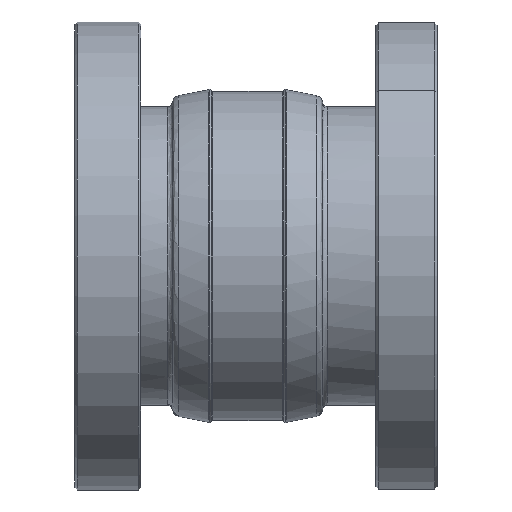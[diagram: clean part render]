
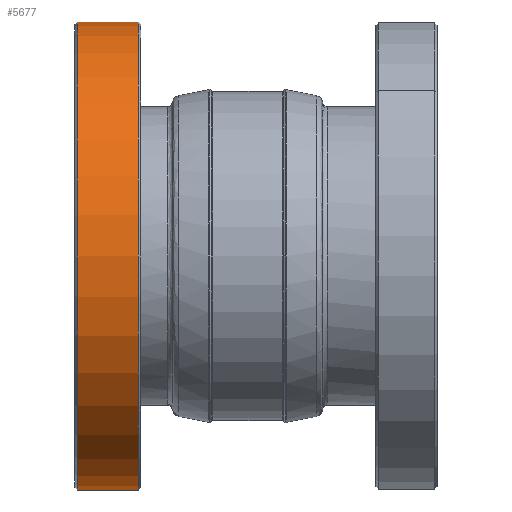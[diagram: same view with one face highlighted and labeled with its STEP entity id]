
A CAD part, left-side view. The second image highlights one B-rep face of the part: STEP entity #5677.
In plain terms, the highlighted cylindrical face has radius 75.819 mm (diameter 151.638 mm), a partial arc.
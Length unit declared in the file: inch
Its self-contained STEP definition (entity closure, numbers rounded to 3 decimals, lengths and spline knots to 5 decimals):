
#6 = LINE ( 'NONE', #7, #3480 ) ;
#7 = CARTESIAN_POINT ( 'NONE',  ( 0., 2.11127, -2.985 ) ) ;
#8 = DIRECTION ( 'NONE',  ( 0., 1., 0. ) ) ;
#9 = LINE ( 'NONE', #10, #3487 ) ;
#10 = CARTESIAN_POINT ( 'NONE',  ( 0., 2.11127, 2.985 ) ) ;
#11 = DIRECTION ( 'NONE',  ( 0., 1., 0. ) ) ;
#612 = EDGE_CURVE ( 'NONE', #2032, #2031, #829, .T. ) ;
#613 = EDGE_CURVE ( 'NONE', #2028, #2027, #803, .T. ) ;
#686 = EDGE_CURVE ( 'NONE', #2032, #2027, #6, .T. ) ;
#687 = EDGE_CURVE ( 'NONE', #2031, #2028, #9, .T. ) ;
#761 = AXIS2_PLACEMENT_3D ( 'NONE', #3828, #3829, #3830 ) ;
#772 = AXIS2_PLACEMENT_3D ( 'NONE', #3824, #3825, #3826 ) ;
#803 = CIRCLE ( 'NONE', #761, 2.985 ) ;
#829 = CIRCLE ( 'NONE', #772, 2.985 ) ;
#2027 = VERTEX_POINT ( 'NONE', #6199 ) ;
#2028 = VERTEX_POINT ( 'NONE', #6200 ) ;
#2031 = VERTEX_POINT ( 'NONE', #6203 ) ;
#2032 = VERTEX_POINT ( 'NONE', #6204 ) ;
#2895 = DIRECTION ( 'NONE',  ( 0., 1., 0. ) ) ;
#2907 = FACE_OUTER_BOUND ( 'NONE', #6696, .T. ) ;
#2909 = CARTESIAN_POINT ( 'NONE',  ( 0., 2.11127, 0. ) ) ;
#2911 = CYLINDRICAL_SURFACE ( 'NONE', #4597, 2.985 ) ;
#2913 = DIRECTION ( 'NONE',  ( 0., 0., 1. ) ) ;
#3480 = VECTOR ( 'NONE', #8, 39.37008 ) ;
#3487 = VECTOR ( 'NONE', #11, 39.37008 ) ;
#3824 = CARTESIAN_POINT ( 'NONE',  ( 0., 2.14127, 0. ) ) ;
#3825 = DIRECTION ( 'NONE',  ( 0., 1., 0. ) ) ;
#3826 = DIRECTION ( 'NONE',  ( 0., 0., -1. ) ) ;
#3828 = CARTESIAN_POINT ( 'NONE',  ( 0., 2.92127, 0. ) ) ;
#3829 = DIRECTION ( 'NONE',  ( 0., -1., 0. ) ) ;
#3830 = DIRECTION ( 'NONE',  ( 0., 0., 1. ) ) ;
#4096 = ORIENTED_EDGE ( 'NONE', *, *, #687, .T. ) ;
#4112 = ORIENTED_EDGE ( 'NONE', *, *, #612, .T. ) ;
#4113 = ORIENTED_EDGE ( 'NONE', *, *, #686, .F. ) ;
#4136 = ORIENTED_EDGE ( 'NONE', *, *, #613, .T. ) ;
#4597 = AXIS2_PLACEMENT_3D ( 'NONE', #2909, #2895, #2913 ) ;
#5677 = ADVANCED_FACE ( 'NONE', ( #2907 ), #2911, .T. ) ;
#6199 = CARTESIAN_POINT ( 'NONE',  ( 0., 2.92127, -2.985 ) ) ;
#6200 = CARTESIAN_POINT ( 'NONE',  ( 0., 2.92127, 2.985 ) ) ;
#6203 = CARTESIAN_POINT ( 'NONE',  ( 0., 2.14127, 2.985 ) ) ;
#6204 = CARTESIAN_POINT ( 'NONE',  ( 0., 2.14127, -2.985 ) ) ;
#6696 = EDGE_LOOP ( 'NONE', ( #4113, #4112, #4096, #4136 ) ) ;
